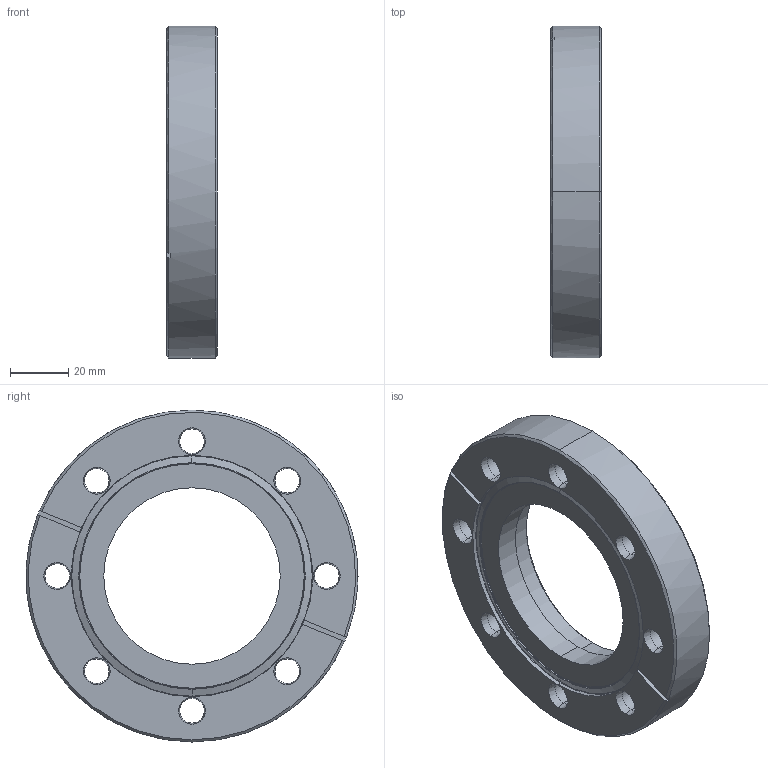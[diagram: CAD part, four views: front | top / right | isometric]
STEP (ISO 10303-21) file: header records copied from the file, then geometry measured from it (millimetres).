
FILE_DESCRIPTION (( 'STEP AP214' ), '1' );
FILE_NAME ('110021.STEP', '2024-02-15T16:25:33', ( '' ), ( '' ), 'SwSTEP 2.0', 'SolidWorks 2022', '' );
FILE_SCHEMA (( 'AUTOMOTIVE_DESIGN' ));
Length unit declared in the file: inch
Products named in the file (1): 110021
Bounding box: 17.27 x 113.54 x 113.54 mm (x, y, z)
Volume: 111520.5 mm3; surface area: 26656.8 mm2
Topology: 1 solids, 1 shells, 86 faces, 200 edges, 117 vertices
Faces by surface type: cone 43, cylinder 24, plane 11, torus 8
Entity records: 2527 total; most frequent: DIRECTION 485, CARTESIAN_POINT 416, ORIENTED_EDGE 400, AXIS2_PLACEMENT_3D 202, EDGE_CURVE 200, VERTEX_POINT 117, CIRCLE 115, EDGE_LOOP 105
